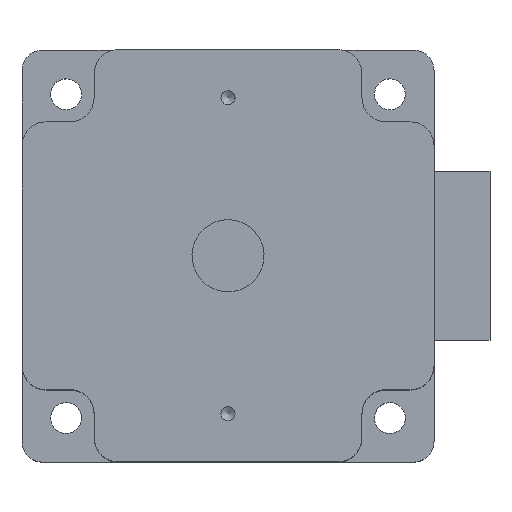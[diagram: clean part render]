
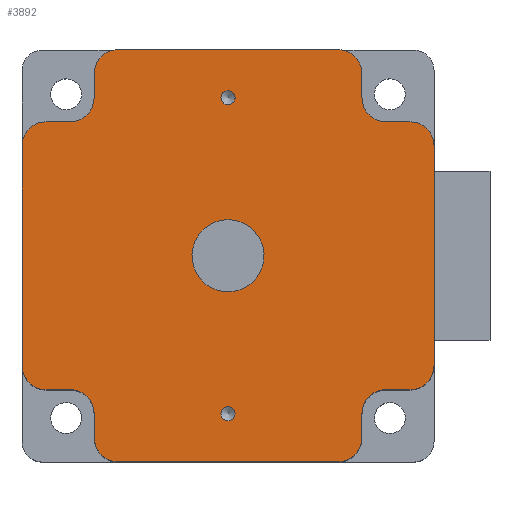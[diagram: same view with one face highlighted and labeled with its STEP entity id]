
A CAD part, top view. The second image highlights one B-rep face of the part: STEP entity #3892.
In plain terms, the highlighted planar face has unit normal (0, 0, 1).
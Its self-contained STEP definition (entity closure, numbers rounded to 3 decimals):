
#27=FACE_BOUND('',#513,.T.);
#28=FACE_BOUND('',#514,.T.);
#29=FACE_BOUND('',#515,.T.);
#75=PLANE('',#4211);
#275=FACE_OUTER_BOUND('',#512,.T.);
#512=EDGE_LOOP('',(#2812,#2813,#2814,#2815,#2816,#2817,#2818,#2819,#2820,
#2821,#2822,#2823,#2824,#2825,#2826,#2827,#2828,#2829,#2830,#2831,#2832,
#2833,#2834,#2835));
#513=EDGE_LOOP('',(#2836,#2837));
#514=EDGE_LOOP('',(#2838,#2839));
#515=EDGE_LOOP('',(#2840,#2841));
#769=LINE('',#6004,#1137);
#771=LINE('',#6007,#1139);
#775=LINE('',#6019,#1143);
#777=LINE('',#6022,#1145);
#781=LINE('',#6034,#1149);
#783=LINE('',#6037,#1151);
#787=LINE('',#6049,#1155);
#789=LINE('',#6052,#1157);
#791=LINE('',#6055,#1159);
#793=LINE('',#6058,#1161);
#799=LINE('',#6101,#1167);
#800=LINE('',#6102,#1168);
#1137=VECTOR('',#4732,3.5);
#1139=VECTOR('',#4736,3.5);
#1143=VECTOR('',#4748,3.5);
#1145=VECTOR('',#4752,3.5);
#1149=VECTOR('',#4764,3.5);
#1151=VECTOR('',#4768,3.5);
#1155=VECTOR('',#4780,3.5);
#1157=VECTOR('',#4784,3.5);
#1159=VECTOR('',#4788,32.);
#1161=VECTOR('',#4792,32.);
#1167=VECTOR('',#4840,32.);
#1168=VECTOR('',#4841,32.);
#1471=CIRCLE('',#4105,3.5);
#1473=CIRCLE('',#4108,3.5);
#1475=CIRCLE('',#4111,3.5);
#1477=CIRCLE('',#4114,3.5);
#1479=CIRCLE('',#4117,3.5);
#1481=CIRCLE('',#4120,3.5);
#1483=CIRCLE('',#4123,3.5);
#1485=CIRCLE('',#4126,3.5);
#1515=CIRCLE('',#4171,3.5);
#1517=CIRCLE('',#4176,3.5);
#1519=CIRCLE('',#4181,3.5);
#1521=CIRCLE('',#4186,3.5);
#1525=CIRCLE('',#4196,1.025);
#1526=CIRCLE('',#4197,1.025);
#1530=CIRCLE('',#4203,1.025);
#1531=CIRCLE('',#4204,1.025);
#1534=CIRCLE('',#4209,5.25);
#1535=CIRCLE('',#4210,5.25);
#1684=VERTEX_POINT('',#5831);
#1685=VERTEX_POINT('',#5833);
#1688=VERTEX_POINT('',#5840);
#1689=VERTEX_POINT('',#5842);
#1692=VERTEX_POINT('',#5849);
#1693=VERTEX_POINT('',#5851);
#1696=VERTEX_POINT('',#5858);
#1697=VERTEX_POINT('',#5860);
#1700=VERTEX_POINT('',#5867);
#1701=VERTEX_POINT('',#5869);
#1704=VERTEX_POINT('',#5876);
#1705=VERTEX_POINT('',#5878);
#1708=VERTEX_POINT('',#5885);
#1709=VERTEX_POINT('',#5887);
#1712=VERTEX_POINT('',#5894);
#1713=VERTEX_POINT('',#5896);
#1752=VERTEX_POINT('',#5997);
#1753=VERTEX_POINT('',#5999);
#1756=VERTEX_POINT('',#6012);
#1757=VERTEX_POINT('',#6014);
#1760=VERTEX_POINT('',#6027);
#1761=VERTEX_POINT('',#6029);
#1764=VERTEX_POINT('',#6042);
#1765=VERTEX_POINT('',#6044);
#1770=VERTEX_POINT('',#6069);
#1771=VERTEX_POINT('',#6070);
#1776=VERTEX_POINT('',#6084);
#1777=VERTEX_POINT('',#6086);
#1780=VERTEX_POINT('',#6095);
#1781=VERTEX_POINT('',#6097);
#2052=EDGE_CURVE('',#1685,#1684,#1471,.T.);
#2056=EDGE_CURVE('',#1689,#1688,#1473,.T.);
#2060=EDGE_CURVE('',#1693,#1692,#1475,.T.);
#2064=EDGE_CURVE('',#1697,#1696,#1477,.T.);
#2068=EDGE_CURVE('',#1701,#1700,#1479,.T.);
#2072=EDGE_CURVE('',#1705,#1704,#1481,.T.);
#2076=EDGE_CURVE('',#1709,#1708,#1483,.T.);
#2080=EDGE_CURVE('',#1713,#1712,#1485,.T.);
#2128=EDGE_CURVE('',#1752,#1753,#1515,.T.);
#2131=EDGE_CURVE('',#1689,#1752,#769,.T.);
#2133=EDGE_CURVE('',#1753,#1684,#771,.T.);
#2136=EDGE_CURVE('',#1756,#1757,#1517,.T.);
#2139=EDGE_CURVE('',#1697,#1756,#775,.T.);
#2141=EDGE_CURVE('',#1757,#1692,#777,.T.);
#2144=EDGE_CURVE('',#1760,#1761,#1519,.T.);
#2147=EDGE_CURVE('',#1701,#1760,#781,.T.);
#2149=EDGE_CURVE('',#1761,#1704,#783,.T.);
#2152=EDGE_CURVE('',#1764,#1765,#1521,.T.);
#2155=EDGE_CURVE('',#1709,#1764,#787,.T.);
#2157=EDGE_CURVE('',#1765,#1712,#789,.T.);
#2159=EDGE_CURVE('',#1696,#1705,#791,.T.);
#2161=EDGE_CURVE('',#1688,#1713,#793,.T.);
#2166=EDGE_CURVE('',#1770,#1771,#1525,.T.);
#2168=EDGE_CURVE('',#1771,#1770,#1526,.T.);
#2174=EDGE_CURVE('',#1776,#1777,#1530,.T.);
#2175=EDGE_CURVE('',#1777,#1776,#1531,.T.);
#2179=EDGE_CURVE('',#1780,#1781,#1534,.T.);
#2180=EDGE_CURVE('',#1781,#1780,#1535,.T.);
#2181=EDGE_CURVE('',#1708,#1693,#799,.T.);
#2182=EDGE_CURVE('',#1700,#1685,#800,.T.);
#2812=ORIENTED_EDGE('',*,*,#2161,.T.);
#2813=ORIENTED_EDGE('',*,*,#2080,.T.);
#2814=ORIENTED_EDGE('',*,*,#2157,.F.);
#2815=ORIENTED_EDGE('',*,*,#2152,.F.);
#2816=ORIENTED_EDGE('',*,*,#2155,.F.);
#2817=ORIENTED_EDGE('',*,*,#2076,.T.);
#2818=ORIENTED_EDGE('',*,*,#2181,.T.);
#2819=ORIENTED_EDGE('',*,*,#2060,.T.);
#2820=ORIENTED_EDGE('',*,*,#2141,.F.);
#2821=ORIENTED_EDGE('',*,*,#2136,.F.);
#2822=ORIENTED_EDGE('',*,*,#2139,.F.);
#2823=ORIENTED_EDGE('',*,*,#2064,.T.);
#2824=ORIENTED_EDGE('',*,*,#2159,.T.);
#2825=ORIENTED_EDGE('',*,*,#2072,.T.);
#2826=ORIENTED_EDGE('',*,*,#2149,.F.);
#2827=ORIENTED_EDGE('',*,*,#2144,.F.);
#2828=ORIENTED_EDGE('',*,*,#2147,.F.);
#2829=ORIENTED_EDGE('',*,*,#2068,.T.);
#2830=ORIENTED_EDGE('',*,*,#2182,.T.);
#2831=ORIENTED_EDGE('',*,*,#2052,.T.);
#2832=ORIENTED_EDGE('',*,*,#2133,.F.);
#2833=ORIENTED_EDGE('',*,*,#2128,.F.);
#2834=ORIENTED_EDGE('',*,*,#2131,.F.);
#2835=ORIENTED_EDGE('',*,*,#2056,.T.);
#2836=ORIENTED_EDGE('',*,*,#2175,.F.);
#2837=ORIENTED_EDGE('',*,*,#2174,.F.);
#2838=ORIENTED_EDGE('',*,*,#2166,.F.);
#2839=ORIENTED_EDGE('',*,*,#2168,.F.);
#2840=ORIENTED_EDGE('',*,*,#2180,.F.);
#2841=ORIENTED_EDGE('',*,*,#2179,.F.);
#3892=ADVANCED_FACE('',(#275,#27,#28,#29),#75,.T.);
#4105=AXIS2_PLACEMENT_3D('',#5834,#4562,#4563);
#4108=AXIS2_PLACEMENT_3D('',#5843,#4570,#4571);
#4111=AXIS2_PLACEMENT_3D('',#5852,#4578,#4579);
#4114=AXIS2_PLACEMENT_3D('',#5861,#4586,#4587);
#4117=AXIS2_PLACEMENT_3D('',#5870,#4594,#4595);
#4120=AXIS2_PLACEMENT_3D('',#5879,#4602,#4603);
#4123=AXIS2_PLACEMENT_3D('',#5888,#4610,#4611);
#4126=AXIS2_PLACEMENT_3D('',#5897,#4618,#4619);
#4171=AXIS2_PLACEMENT_3D('',#6000,#4726,#4727);
#4176=AXIS2_PLACEMENT_3D('',#6015,#4742,#4743);
#4181=AXIS2_PLACEMENT_3D('',#6030,#4758,#4759);
#4186=AXIS2_PLACEMENT_3D('',#6045,#4774,#4775);
#4196=AXIS2_PLACEMENT_3D('',#6071,#4804,#4805);
#4197=AXIS2_PLACEMENT_3D('',#6073,#4807,#4808);
#4203=AXIS2_PLACEMENT_3D('',#6087,#4821,#4822);
#4204=AXIS2_PLACEMENT_3D('',#6088,#4823,#4824);
#4209=AXIS2_PLACEMENT_3D('',#6098,#4834,#4835);
#4210=AXIS2_PLACEMENT_3D('',#6099,#4836,#4837);
#4211=AXIS2_PLACEMENT_3D('',#6100,#4838,#4839);
#4562=DIRECTION('center_axis',(0.,0.,1.));
#4563=DIRECTION('ref_axis',(1.,0.,0.));
#4570=DIRECTION('center_axis',(0.,0.,1.));
#4571=DIRECTION('ref_axis',(1.,0.,0.));
#4578=DIRECTION('center_axis',(0.,0.,1.));
#4579=DIRECTION('ref_axis',(-1.,0.,0.));
#4586=DIRECTION('center_axis',(0.,0.,1.));
#4587=DIRECTION('ref_axis',(-1.,0.,0.));
#4594=DIRECTION('center_axis',(0.,0.,1.));
#4595=DIRECTION('ref_axis',(0.,-1.,0.));
#4602=DIRECTION('center_axis',(0.,0.,1.));
#4603=DIRECTION('ref_axis',(0.,-1.,0.));
#4610=DIRECTION('center_axis',(0.,0.,1.));
#4611=DIRECTION('ref_axis',(0.,1.,0.));
#4618=DIRECTION('center_axis',(0.,0.,1.));
#4619=DIRECTION('ref_axis',(0.,1.,0.));
#4726=DIRECTION('center_axis',(0.,0.,1.));
#4727=DIRECTION('ref_axis',(-1.,0.,0.));
#4732=DIRECTION('',(0.,-1.,0.));
#4736=DIRECTION('',(1.,0.,0.));
#4742=DIRECTION('center_axis',(0.,0.,1.));
#4743=DIRECTION('ref_axis',(1.,0.,0.));
#4748=DIRECTION('',(0.,1.,0.));
#4752=DIRECTION('',(-1.,0.,0.));
#4758=DIRECTION('center_axis',(0.,0.,1.));
#4759=DIRECTION('ref_axis',(0.,1.,0.));
#4764=DIRECTION('',(-1.,0.,0.));
#4768=DIRECTION('',(0.,-1.,0.));
#4774=DIRECTION('center_axis',(0.,0.,1.));
#4775=DIRECTION('ref_axis',(0.,-1.,0.));
#4780=DIRECTION('',(1.,0.,0.));
#4784=DIRECTION('',(0.,1.,0.));
#4788=DIRECTION('',(1.,0.,0.));
#4792=DIRECTION('',(-1.,0.,0.));
#4804=DIRECTION('center_axis',(0.,0.,1.));
#4805=DIRECTION('ref_axis',(1.,0.,0.));
#4807=DIRECTION('center_axis',(0.,0.,1.));
#4808=DIRECTION('ref_axis',(1.,0.,0.));
#4821=DIRECTION('center_axis',(0.,0.,1.));
#4822=DIRECTION('ref_axis',(-1.,0.,0.));
#4823=DIRECTION('center_axis',(0.,0.,1.));
#4824=DIRECTION('ref_axis',(-1.,0.,0.));
#4834=DIRECTION('center_axis',(0.,0.,1.));
#4835=DIRECTION('ref_axis',(0.,1.,0.));
#4836=DIRECTION('center_axis',(0.,0.,1.));
#4837=DIRECTION('ref_axis',(0.,1.,0.));
#4838=DIRECTION('center_axis',(0.,0.,1.));
#4839=DIRECTION('ref_axis',(1.,0.,0.));
#4840=DIRECTION('',(0.,-1.,0.));
#4841=DIRECTION('',(0.,1.,0.));
#5831=CARTESIAN_POINT('',(26.5,19.5,45.));
#5833=CARTESIAN_POINT('',(30.,16.,45.));
#5834=CARTESIAN_POINT('Origin',(26.5,16.,45.));
#5840=CARTESIAN_POINT('',(16.,30.,45.));
#5842=CARTESIAN_POINT('',(19.5,26.5,45.));
#5843=CARTESIAN_POINT('Origin',(16.,26.5,45.));
#5849=CARTESIAN_POINT('',(-26.5,-19.5,45.));
#5851=CARTESIAN_POINT('',(-30.,-16.,45.));
#5852=CARTESIAN_POINT('Origin',(-26.5,-16.,45.));
#5858=CARTESIAN_POINT('',(-16.,-30.,45.));
#5860=CARTESIAN_POINT('',(-19.5,-26.5,45.));
#5861=CARTESIAN_POINT('Origin',(-16.,-26.5,45.));
#5867=CARTESIAN_POINT('',(30.,-16.,45.));
#5869=CARTESIAN_POINT('',(26.5,-19.5,45.));
#5870=CARTESIAN_POINT('Origin',(26.5,-16.,45.));
#5876=CARTESIAN_POINT('',(19.5,-26.5,45.));
#5878=CARTESIAN_POINT('',(16.,-30.,45.));
#5879=CARTESIAN_POINT('Origin',(16.,-26.5,45.));
#5885=CARTESIAN_POINT('',(-30.,16.,45.));
#5887=CARTESIAN_POINT('',(-26.5,19.5,45.));
#5888=CARTESIAN_POINT('Origin',(-26.5,16.,45.));
#5894=CARTESIAN_POINT('',(-19.5,26.5,45.));
#5896=CARTESIAN_POINT('',(-16.,30.,45.));
#5897=CARTESIAN_POINT('Origin',(-16.,26.5,45.));
#5997=CARTESIAN_POINT('',(19.5,23.,45.));
#5999=CARTESIAN_POINT('',(23.,19.5,45.));
#6000=CARTESIAN_POINT('Origin',(23.,23.,45.));
#6004=CARTESIAN_POINT('',(19.5,26.5,45.));
#6007=CARTESIAN_POINT('',(23.,19.5,45.));
#6012=CARTESIAN_POINT('',(-19.5,-23.,45.));
#6014=CARTESIAN_POINT('',(-23.,-19.5,45.));
#6015=CARTESIAN_POINT('Origin',(-23.,-23.,45.));
#6019=CARTESIAN_POINT('',(-19.5,-26.5,45.));
#6022=CARTESIAN_POINT('',(-23.,-19.5,45.));
#6027=CARTESIAN_POINT('',(23.,-19.5,45.));
#6029=CARTESIAN_POINT('',(19.5,-23.,45.));
#6030=CARTESIAN_POINT('Origin',(23.,-23.,45.));
#6034=CARTESIAN_POINT('',(26.5,-19.5,45.));
#6037=CARTESIAN_POINT('',(19.5,-23.,45.));
#6042=CARTESIAN_POINT('',(-23.,19.5,45.));
#6044=CARTESIAN_POINT('',(-19.5,23.,45.));
#6045=CARTESIAN_POINT('Origin',(-23.,23.,45.));
#6049=CARTESIAN_POINT('',(-26.5,19.5,45.));
#6052=CARTESIAN_POINT('',(-19.5,23.,45.));
#6055=CARTESIAN_POINT('',(-16.,-30.,45.));
#6058=CARTESIAN_POINT('',(16.,30.,45.));
#6069=CARTESIAN_POINT('',(-1.025,-23.,45.));
#6070=CARTESIAN_POINT('',(1.016,-22.862,45.));
#6071=CARTESIAN_POINT('Origin',(0.,-23.,45.));
#6073=CARTESIAN_POINT('Origin',(0.,-23.,45.));
#6084=CARTESIAN_POINT('',(1.016,22.862,45.));
#6086=CARTESIAN_POINT('',(1.025,23.,45.));
#6087=CARTESIAN_POINT('Origin',(0.,23.,45.));
#6088=CARTESIAN_POINT('Origin',(0.,23.,45.));
#6095=CARTESIAN_POINT('',(-0.33,-5.24,45.));
#6097=CARTESIAN_POINT('',(0.,5.25,45.));
#6098=CARTESIAN_POINT('Origin',(0.,0.,45.));
#6099=CARTESIAN_POINT('Origin',(0.,0.,45.));
#6100=CARTESIAN_POINT('Origin',(-31.2,0.,45.));
#6101=CARTESIAN_POINT('',(-30.,16.,45.));
#6102=CARTESIAN_POINT('',(30.,-16.,45.));
